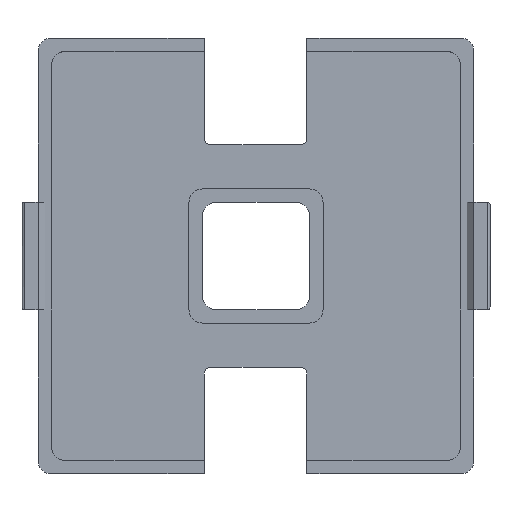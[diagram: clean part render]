
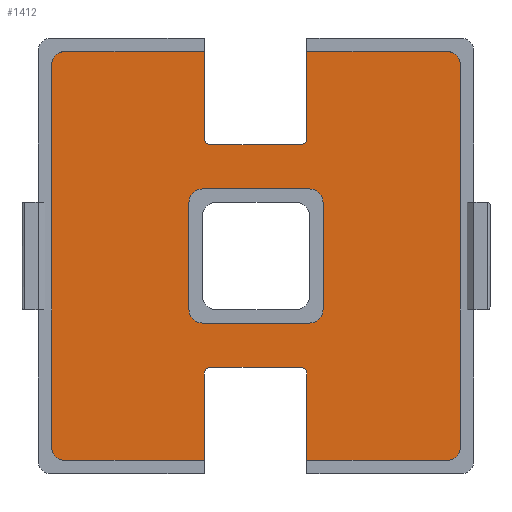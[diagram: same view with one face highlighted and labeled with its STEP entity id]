
A CAD part, top view. The second image highlights one B-rep face of the part: STEP entity #1412.
In plain terms, the highlighted planar face has unit normal (0, 0, 1).
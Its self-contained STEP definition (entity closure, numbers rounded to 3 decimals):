
#16=FACE_BOUND('',#182,.T.);
#46=PLANE('',#1525);
#105=FACE_OUTER_BOUND('',#181,.T.);
#181=EDGE_LOOP('',(#1144,#1145,#1146,#1147,#1148,#1149,#1150,#1151,#1152,
#1153,#1154,#1155,#1156,#1157,#1158,#1159,#1160,#1161,#1162,#1163));
#182=EDGE_LOOP('',(#1164,#1165,#1166,#1167,#1168,#1169,#1170,#1171));
#240=CIRCLE('',#1493,0.5);
#241=CIRCLE('',#1496,0.5);
#242=CIRCLE('',#1499,0.5);
#243=CIRCLE('',#1502,0.5);
#244=CIRCLE('',#1526,1.);
#245=CIRCLE('',#1527,1.);
#246=CIRCLE('',#1528,1.);
#247=CIRCLE('',#1529,1.);
#248=CIRCLE('',#1530,1.);
#249=CIRCLE('',#1531,1.);
#250=CIRCLE('',#1532,1.);
#251=CIRCLE('',#1533,1.);
#307=LINE('',#2117,#467);
#312=LINE('',#2129,#472);
#316=LINE('',#2139,#476);
#321=LINE('',#2151,#481);
#364=LINE('',#2238,#524);
#368=LINE('',#2246,#528);
#374=LINE('',#2257,#534);
#375=LINE('',#2262,#535);
#376=LINE('',#2265,#536);
#377=LINE('',#2267,#537);
#378=LINE('',#2271,#538);
#379=LINE('',#2274,#539);
#380=LINE('',#2277,#540);
#381=LINE('',#2281,#541);
#382=LINE('',#2285,#542);
#383=LINE('',#2289,#543);
#467=VECTOR('',#1691,10.);
#472=VECTOR('',#1702,10.);
#476=VECTOR('',#1712,10.);
#481=VECTOR('',#1723,10.);
#524=VECTOR('',#1804,10.);
#528=VECTOR('',#1810,10.);
#534=VECTOR('',#1818,10.);
#535=VECTOR('',#1823,10.);
#536=VECTOR('',#1826,10.);
#537=VECTOR('',#1827,10.);
#538=VECTOR('',#1830,10.);
#539=VECTOR('',#1833,10.);
#540=VECTOR('',#1834,10.);
#541=VECTOR('',#1837,10.);
#542=VECTOR('',#1840,10.);
#543=VECTOR('',#1843,10.);
#636=VERTEX_POINT('',#2109);
#637=VERTEX_POINT('',#2111);
#638=VERTEX_POINT('',#2115);
#639=VERTEX_POINT('',#2119);
#642=VERTEX_POINT('',#2127);
#643=VERTEX_POINT('',#2131);
#644=VERTEX_POINT('',#2133);
#645=VERTEX_POINT('',#2137);
#646=VERTEX_POINT('',#2141);
#649=VERTEX_POINT('',#2149);
#674=VERTEX_POINT('',#2237);
#677=VERTEX_POINT('',#2245);
#681=VERTEX_POINT('',#2255);
#682=VERTEX_POINT('',#2259);
#683=VERTEX_POINT('',#2261);
#684=VERTEX_POINT('',#2263);
#685=VERTEX_POINT('',#2266);
#686=VERTEX_POINT('',#2268);
#687=VERTEX_POINT('',#2270);
#688=VERTEX_POINT('',#2272);
#689=VERTEX_POINT('',#2275);
#690=VERTEX_POINT('',#2276);
#691=VERTEX_POINT('',#2278);
#692=VERTEX_POINT('',#2280);
#693=VERTEX_POINT('',#2282);
#694=VERTEX_POINT('',#2284);
#695=VERTEX_POINT('',#2286);
#696=VERTEX_POINT('',#2288);
#781=EDGE_CURVE('',#636,#637,#240,.T.);
#784=EDGE_CURVE('',#636,#638,#307,.T.);
#786=EDGE_CURVE('',#639,#638,#241,.T.);
#790=EDGE_CURVE('',#639,#642,#312,.T.);
#792=EDGE_CURVE('',#643,#644,#242,.T.);
#795=EDGE_CURVE('',#643,#645,#316,.T.);
#797=EDGE_CURVE('',#646,#645,#243,.T.);
#801=EDGE_CURVE('',#646,#649,#321,.T.);
#844=EDGE_CURVE('',#674,#637,#364,.T.);
#848=EDGE_CURVE('',#677,#644,#368,.T.);
#854=EDGE_CURVE('',#642,#681,#374,.T.);
#855=EDGE_CURVE('',#681,#682,#244,.T.);
#856=EDGE_CURVE('',#682,#683,#375,.T.);
#857=EDGE_CURVE('',#683,#684,#245,.T.);
#858=EDGE_CURVE('',#684,#677,#376,.T.);
#859=EDGE_CURVE('',#649,#685,#377,.T.);
#860=EDGE_CURVE('',#685,#686,#246,.T.);
#861=EDGE_CURVE('',#686,#687,#378,.T.);
#862=EDGE_CURVE('',#687,#688,#247,.T.);
#863=EDGE_CURVE('',#688,#674,#379,.T.);
#864=EDGE_CURVE('',#689,#690,#380,.T.);
#865=EDGE_CURVE('',#691,#690,#248,.F.);
#866=EDGE_CURVE('',#691,#692,#381,.T.);
#867=EDGE_CURVE('',#693,#692,#249,.F.);
#868=EDGE_CURVE('',#693,#694,#382,.T.);
#869=EDGE_CURVE('',#695,#694,#250,.F.);
#870=EDGE_CURVE('',#695,#696,#383,.T.);
#871=EDGE_CURVE('',#689,#696,#251,.F.);
#1144=ORIENTED_EDGE('',*,*,#844,.T.);
#1145=ORIENTED_EDGE('',*,*,#781,.F.);
#1146=ORIENTED_EDGE('',*,*,#784,.T.);
#1147=ORIENTED_EDGE('',*,*,#786,.F.);
#1148=ORIENTED_EDGE('',*,*,#790,.T.);
#1149=ORIENTED_EDGE('',*,*,#854,.T.);
#1150=ORIENTED_EDGE('',*,*,#855,.T.);
#1151=ORIENTED_EDGE('',*,*,#856,.T.);
#1152=ORIENTED_EDGE('',*,*,#857,.T.);
#1153=ORIENTED_EDGE('',*,*,#858,.T.);
#1154=ORIENTED_EDGE('',*,*,#848,.T.);
#1155=ORIENTED_EDGE('',*,*,#792,.F.);
#1156=ORIENTED_EDGE('',*,*,#795,.T.);
#1157=ORIENTED_EDGE('',*,*,#797,.F.);
#1158=ORIENTED_EDGE('',*,*,#801,.T.);
#1159=ORIENTED_EDGE('',*,*,#859,.T.);
#1160=ORIENTED_EDGE('',*,*,#860,.T.);
#1161=ORIENTED_EDGE('',*,*,#861,.T.);
#1162=ORIENTED_EDGE('',*,*,#862,.T.);
#1163=ORIENTED_EDGE('',*,*,#863,.T.);
#1164=ORIENTED_EDGE('',*,*,#864,.T.);
#1165=ORIENTED_EDGE('',*,*,#865,.F.);
#1166=ORIENTED_EDGE('',*,*,#866,.T.);
#1167=ORIENTED_EDGE('',*,*,#867,.F.);
#1168=ORIENTED_EDGE('',*,*,#868,.T.);
#1169=ORIENTED_EDGE('',*,*,#869,.F.);
#1170=ORIENTED_EDGE('',*,*,#870,.T.);
#1171=ORIENTED_EDGE('',*,*,#871,.F.);
#1412=ADVANCED_FACE('',(#105,#16),#46,.T.);
#1493=AXIS2_PLACEMENT_3D('',#2112,#1685,#1686);
#1496=AXIS2_PLACEMENT_3D('',#2121,#1695,#1696);
#1499=AXIS2_PLACEMENT_3D('',#2134,#1706,#1707);
#1502=AXIS2_PLACEMENT_3D('',#2143,#1716,#1717);
#1525=AXIS2_PLACEMENT_3D('',#2258,#1819,#1820);
#1526=AXIS2_PLACEMENT_3D('',#2260,#1821,#1822);
#1527=AXIS2_PLACEMENT_3D('',#2264,#1824,#1825);
#1528=AXIS2_PLACEMENT_3D('',#2269,#1828,#1829);
#1529=AXIS2_PLACEMENT_3D('',#2273,#1831,#1832);
#1530=AXIS2_PLACEMENT_3D('',#2279,#1835,#1836);
#1531=AXIS2_PLACEMENT_3D('',#2283,#1838,#1839);
#1532=AXIS2_PLACEMENT_3D('',#2287,#1841,#1842);
#1533=AXIS2_PLACEMENT_3D('',#2290,#1844,#1845);
#1685=DIRECTION('center_axis',(0.,0.,1.));
#1686=DIRECTION('ref_axis',(-0.707,0.707,0.));
#1691=DIRECTION('',(1.,0.,0.));
#1695=DIRECTION('center_axis',(0.,0.,1.));
#1696=DIRECTION('ref_axis',(0.707,0.707,0.));
#1702=DIRECTION('',(0.,-1.,0.));
#1706=DIRECTION('center_axis',(0.,0.,1.));
#1707=DIRECTION('ref_axis',(0.707,-0.707,0.));
#1712=DIRECTION('',(-1.,0.,0.));
#1716=DIRECTION('center_axis',(0.,0.,1.));
#1717=DIRECTION('ref_axis',(-0.707,-0.707,0.));
#1723=DIRECTION('',(0.,1.,0.));
#1804=DIRECTION('',(0.,1.,0.));
#1810=DIRECTION('',(0.,-1.,0.));
#1818=DIRECTION('',(1.,0.,0.));
#1819=DIRECTION('center_axis',(0.,0.,1.));
#1820=DIRECTION('ref_axis',(1.,0.,0.));
#1821=DIRECTION('center_axis',(0.,0.,1.));
#1822=DIRECTION('ref_axis',(0.707,-0.707,0.));
#1823=DIRECTION('',(0.,1.,0.));
#1824=DIRECTION('center_axis',(0.,0.,1.));
#1825=DIRECTION('ref_axis',(0.707,0.707,0.));
#1826=DIRECTION('',(-1.,0.,0.));
#1827=DIRECTION('',(-1.,0.,0.));
#1828=DIRECTION('center_axis',(0.,0.,1.));
#1829=DIRECTION('ref_axis',(-0.707,0.707,0.));
#1830=DIRECTION('',(0.,-1.,0.));
#1831=DIRECTION('center_axis',(0.,0.,1.));
#1832=DIRECTION('ref_axis',(-0.707,-0.707,0.));
#1833=DIRECTION('',(1.,0.,0.));
#1834=DIRECTION('',(0.,-1.,0.));
#1835=DIRECTION('center_axis',(0.,0.,-1.));
#1836=DIRECTION('ref_axis',(0.707,-0.707,0.));
#1837=DIRECTION('',(-1.,0.,0.));
#1838=DIRECTION('center_axis',(0.,0.,-1.));
#1839=DIRECTION('ref_axis',(-0.707,-0.707,0.));
#1840=DIRECTION('',(0.,1.,0.));
#1841=DIRECTION('center_axis',(0.,0.,-1.));
#1842=DIRECTION('ref_axis',(-0.707,0.707,0.));
#1843=DIRECTION('',(1.,0.,0.));
#1844=DIRECTION('center_axis',(0.,0.,-1.));
#1845=DIRECTION('ref_axis',(0.707,0.707,0.));
#2109=CARTESIAN_POINT('',(12.884,7.95,1.1));
#2111=CARTESIAN_POINT('',(12.384,7.45,1.1));
#2112=CARTESIAN_POINT('Origin',(12.884,7.45,1.1));
#2115=CARTESIAN_POINT('',(19.55,7.95,1.1));
#2117=CARTESIAN_POINT('',(18.15,7.95,1.1));
#2119=CARTESIAN_POINT('',(20.05,7.45,1.1));
#2121=CARTESIAN_POINT('Origin',(19.55,7.45,1.1));
#2127=CARTESIAN_POINT('',(20.05,1.,1.1));
#2129=CARTESIAN_POINT('',(20.05,8.125,1.1));
#2131=CARTESIAN_POINT('',(19.55,24.55,1.1));
#2133=CARTESIAN_POINT('',(20.05,25.05,1.1));
#2134=CARTESIAN_POINT('Origin',(19.55,25.05,1.1));
#2137=CARTESIAN_POINT('',(12.884,24.55,1.1));
#2139=CARTESIAN_POINT('',(14.317,24.55,1.1));
#2141=CARTESIAN_POINT('',(12.384,25.05,1.1));
#2143=CARTESIAN_POINT('Origin',(12.884,25.05,1.1));
#2149=CARTESIAN_POINT('',(12.384,31.5,1.1));
#2151=CARTESIAN_POINT('',(12.384,24.375,1.1));
#2237=CARTESIAN_POINT('',(12.384,1.,1.1));
#2238=CARTESIAN_POINT('',(12.384,12.1,1.1));
#2245=CARTESIAN_POINT('',(20.05,31.5,1.1));
#2246=CARTESIAN_POINT('',(20.05,20.4,1.1));
#2255=CARTESIAN_POINT('',(30.5,1.,1.1));
#2257=CARTESIAN_POINT('',(23.875,1.,1.1));
#2258=CARTESIAN_POINT('Origin',(16.25,16.25,1.1));
#2259=CARTESIAN_POINT('',(31.5,2.,1.1));
#2260=CARTESIAN_POINT('Origin',(30.5,2.,1.1));
#2261=CARTESIAN_POINT('',(31.5,30.5,1.1));
#2262=CARTESIAN_POINT('',(31.5,23.875,1.1));
#2263=CARTESIAN_POINT('',(30.5,31.5,1.1));
#2264=CARTESIAN_POINT('Origin',(30.5,30.5,1.1));
#2265=CARTESIAN_POINT('',(8.625,31.5,1.1));
#2266=CARTESIAN_POINT('',(2.,31.5,1.1));
#2267=CARTESIAN_POINT('',(8.625,31.5,1.1));
#2268=CARTESIAN_POINT('',(1.,30.5,1.1));
#2269=CARTESIAN_POINT('Origin',(2.,30.5,1.1));
#2270=CARTESIAN_POINT('',(1.,2.,1.1));
#2271=CARTESIAN_POINT('',(1.,8.625,1.1));
#2272=CARTESIAN_POINT('',(2.,1.,1.1));
#2273=CARTESIAN_POINT('Origin',(2.,2.,1.1));
#2274=CARTESIAN_POINT('',(23.875,1.,1.1));
#2275=CARTESIAN_POINT('',(21.25,20.25,1.1));
#2276=CARTESIAN_POINT('',(21.25,12.25,1.1));
#2277=CARTESIAN_POINT('',(21.25,13.75,1.1));
#2278=CARTESIAN_POINT('',(20.25,11.25,1.1));
#2279=CARTESIAN_POINT('Origin',(20.25,12.25,1.1));
#2280=CARTESIAN_POINT('',(12.25,11.25,1.1));
#2281=CARTESIAN_POINT('',(13.75,11.25,1.1));
#2282=CARTESIAN_POINT('',(11.25,12.25,1.1));
#2283=CARTESIAN_POINT('Origin',(12.25,12.25,1.1));
#2284=CARTESIAN_POINT('',(11.25,20.25,1.1));
#2285=CARTESIAN_POINT('',(11.25,18.75,1.1));
#2286=CARTESIAN_POINT('',(12.25,21.25,1.1));
#2287=CARTESIAN_POINT('Origin',(12.25,20.25,1.1));
#2288=CARTESIAN_POINT('',(20.25,21.25,1.1));
#2289=CARTESIAN_POINT('',(18.75,21.25,1.1));
#2290=CARTESIAN_POINT('Origin',(20.25,20.25,1.1));
